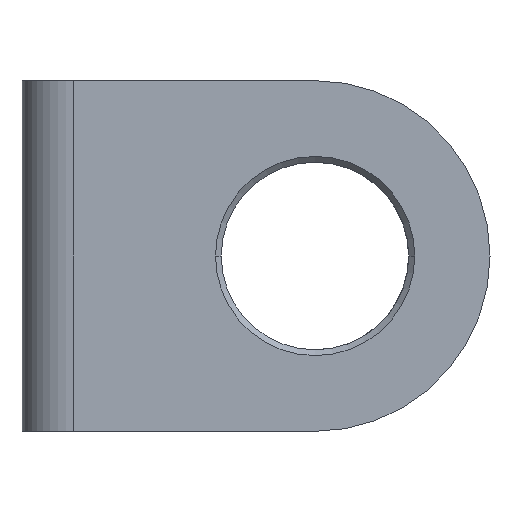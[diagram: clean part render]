
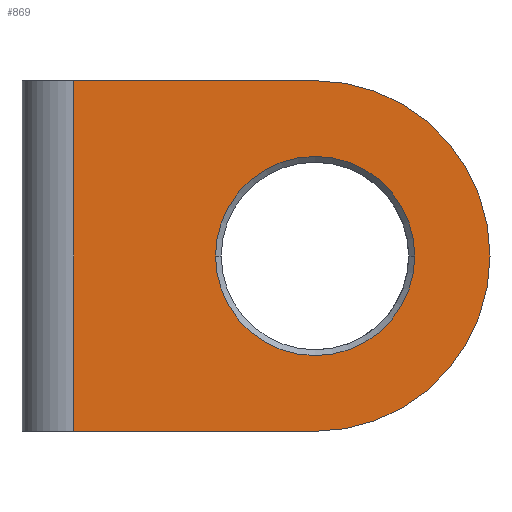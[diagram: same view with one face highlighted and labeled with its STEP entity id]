
A CAD part, front view. The second image highlights one B-rep face of the part: STEP entity #869.
In plain terms, the highlighted planar face has unit normal (0.018, -1, 0).
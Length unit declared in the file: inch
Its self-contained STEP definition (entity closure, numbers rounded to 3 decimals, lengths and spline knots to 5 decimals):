
#264=DIRECTION('',(0.,0.,1.));
#265=VECTOR('',#264,1.41732);
#266=CARTESIAN_POINT('',(0.10956,-1.96659,
-0.70866));
#267=LINE('',#266,#265);
#282=CARTESIAN_POINT('',(1.08391,-1.94958,0.));
#283=DIRECTION('',(0.017,-1.,0.));
#284=DIRECTION('',(0.,0.,-1.));
#285=AXIS2_PLACEMENT_3D('',#282,#283,#284);
#287=DIRECTION('',(1.,0.017,0.));
#288=VECTOR('',#287,0.9745);
#289=CARTESIAN_POINT('',(0.10956,-1.96659,
-0.70866));
#290=LINE('',#289,#288);
#291=DIRECTION('',(-1.,-0.017,0.));
#292=VECTOR('',#291,0.9745);
#293=CARTESIAN_POINT('',(1.08391,-1.94958,0.70866));
#294=LINE('',#293,#292);
#295=CARTESIAN_POINT('',(1.08582,-1.94955,0.));
#296=DIRECTION('',(-0.017,1.,0.));
#297=DIRECTION('',(-1.,-0.017,0.));
#298=AXIS2_PLACEMENT_3D('',#295,#296,#297);
#300=CARTESIAN_POINT('',(1.08582,-1.94955,0.));
#301=DIRECTION('',(-0.017,1.,0.));
#302=DIRECTION('',(1.,0.017,0.));
#303=AXIS2_PLACEMENT_3D('',#300,#301,#302);
#414=CARTESIAN_POINT('',(0.10956,-1.96659,
-0.70866));
#416=VERTEX_POINT('',#414);
#423=CARTESIAN_POINT('',(0.10956,-1.96659,
0.70866));
#424=VERTEX_POINT('',#423);
#433=CARTESIAN_POINT('',(1.08391,-1.94958,
-0.70866));
#434=VERTEX_POINT('',#433);
#435=CARTESIAN_POINT('',(1.08391,-1.94958,0.70866));
#436=VERTEX_POINT('',#435);
#477=CARTESIAN_POINT('',(0.68332,-1.95658,0.));
#478=CARTESIAN_POINT('',(1.48831,-1.94252,0.));
#479=VERTEX_POINT('',#477);
#480=VERTEX_POINT('',#478);
#851=CARTESIAN_POINT('',(0.00541,-1.96841,
-0.37191));
#852=DIRECTION('',(-0.017,1.,0.));
#853=DIRECTION('',(0.,0.,1.));
#854=AXIS2_PLACEMENT_3D('',#851,#852,#853);
#855=PLANE('',#854);
#856=ORIENTED_EDGE('',*,*,#803,.F.);
#857=ORIENTED_EDGE('',*,*,#819,.F.);
#858=ORIENTED_EDGE('',*,*,#842,.T.);
#860=ORIENTED_EDGE('',*,*,#859,.F.);
#861=EDGE_LOOP('',(#856,#857,#858,#860));
#862=FACE_OUTER_BOUND('',#861,.F.);
#864=ORIENTED_EDGE('',*,*,#863,.F.);
#866=ORIENTED_EDGE('',*,*,#865,.F.);
#867=EDGE_LOOP('',(#864,#866));
#868=FACE_BOUND('',#867,.F.);
#869=ADVANCED_FACE('',(#862,#868),#855,.F.);
#286=CIRCLE('',#285,0.70866);
#299=CIRCLE('',#298,0.40256);
#304=CIRCLE('',#303,0.40256);
#803=EDGE_CURVE('',#434,#436,#286,.T.);
#819=EDGE_CURVE('',#416,#434,#290,.T.);
#842=EDGE_CURVE('',#416,#424,#267,.T.);
#859=EDGE_CURVE('',#436,#424,#294,.T.);
#863=EDGE_CURVE('',#479,#480,#299,.T.);
#865=EDGE_CURVE('',#480,#479,#304,.T.);
